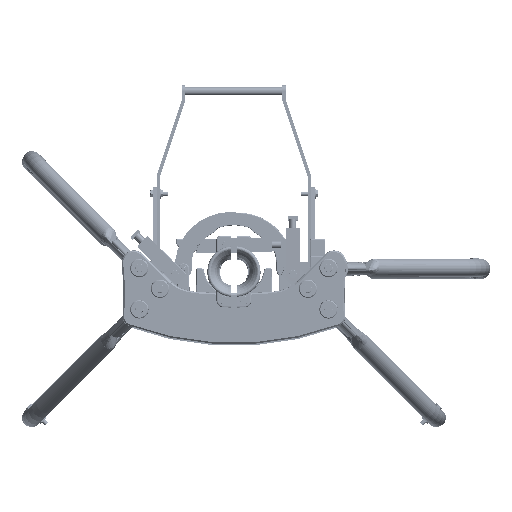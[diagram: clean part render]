
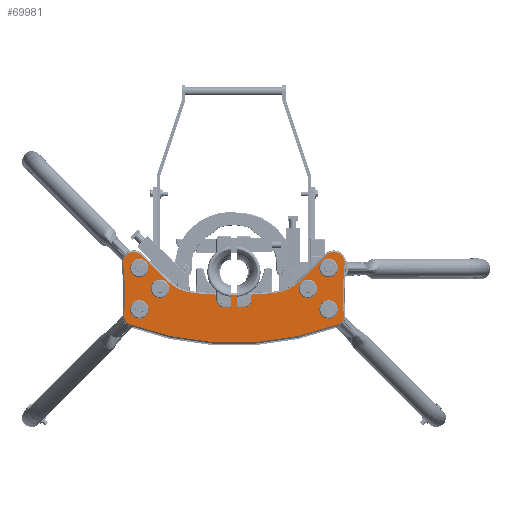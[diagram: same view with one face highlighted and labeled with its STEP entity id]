
A CAD part, top view. The second image highlights one B-rep face of the part: STEP entity #69981.
In plain terms, the highlighted planar face has unit normal (0, 0, 1).
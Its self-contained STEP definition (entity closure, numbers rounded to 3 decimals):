
#6274=LINE('',#240300,#9316);
#6279=LINE('',#240323,#9321);
#9316=VECTOR('',#89738,1.);
#9321=VECTOR('',#89767,1.);
#12638=PLANE('',#76209);
#14891=FACE_BOUND('',#23528,.T.);
#14892=FACE_BOUND('',#23529,.T.);
#14893=FACE_BOUND('',#23530,.T.);
#14894=FACE_BOUND('',#23531,.T.);
#14895=FACE_BOUND('',#23532,.T.);
#14896=FACE_BOUND('',#23533,.T.);
#18329=FACE_OUTER_BOUND('',#23527,.T.);
#23527=EDGE_LOOP('',(#58826,#58827,#58828,#58829,#58830,#58831,#58832,#58833,
#58834,#58835,#58836,#58837,#58838,#58839,#58840,#58841));
#23528=EDGE_LOOP('',(#58842));
#23529=EDGE_LOOP('',(#58843));
#23530=EDGE_LOOP('',(#58844));
#23531=EDGE_LOOP('',(#58845));
#23532=EDGE_LOOP('',(#58846));
#23533=EDGE_LOOP('',(#58847));
#27171=CIRCLE('',#76078,719.594);
#27172=CIRCLE('',#76080,25.406);
#27173=CIRCLE('',#76082,25.406);
#27174=CIRCLE('',#76084,719.594);
#27175=CIRCLE('',#76086,21.779);
#27177=CIRCLE('',#76089,21.779);
#27179=CIRCLE('',#76092,21.779);
#27181=CIRCLE('',#76095,21.779);
#27183=CIRCLE('',#76098,21.779);
#27185=CIRCLE('',#76101,21.779);
#27217=CIRCLE('',#76156,15.279);
#27219=CIRCLE('',#76159,15.279);
#27223=CIRCLE('',#76174,712.91);
#27226=CIRCLE('',#76178,17.906);
#27228=CIRCLE('',#76182,103.594);
#27229=CIRCLE('',#76184,1003.594);
#27231=CIRCLE('',#76186,1003.594);
#27232=CIRCLE('',#76187,1003.594);
#27234=CIRCLE('',#76190,103.594);
#27236=CIRCLE('',#76194,17.906);
#32884=VERTEX_POINT('',#240098);
#32885=VERTEX_POINT('',#240100);
#32886=VERTEX_POINT('',#240104);
#32887=VERTEX_POINT('',#240108);
#32888=VERTEX_POINT('',#240110);
#32889=VERTEX_POINT('',#240114);
#32890=VERTEX_POINT('',#240118);
#32892=VERTEX_POINT('',#240123);
#32894=VERTEX_POINT('',#240128);
#32896=VERTEX_POINT('',#240133);
#32898=VERTEX_POINT('',#240138);
#32900=VERTEX_POINT('',#240143);
#32932=VERTEX_POINT('',#240230);
#32933=VERTEX_POINT('',#240231);
#32935=VERTEX_POINT('',#240250);
#32936=VERTEX_POINT('',#240251);
#32941=VERTEX_POINT('',#240285);
#32942=VERTEX_POINT('',#240287);
#32944=VERTEX_POINT('',#240296);
#32946=VERTEX_POINT('',#240302);
#32948=VERTEX_POINT('',#240308);
#32950=VERTEX_POINT('',#240316);
#41929=EDGE_CURVE('',#32884,#32885,#27171,.T.);
#41932=EDGE_CURVE('',#32886,#32884,#27172,.T.);
#41934=EDGE_CURVE('',#32887,#32888,#27173,.T.);
#41937=EDGE_CURVE('',#32889,#32887,#27174,.T.);
#41938=EDGE_CURVE('',#32890,#32890,#27175,.T.);
#41940=EDGE_CURVE('',#32892,#32892,#27177,.T.);
#41942=EDGE_CURVE('',#32894,#32894,#27179,.T.);
#41944=EDGE_CURVE('',#32896,#32896,#27181,.T.);
#41946=EDGE_CURVE('',#32898,#32898,#27183,.T.);
#41948=EDGE_CURVE('',#32900,#32900,#27185,.T.);
#41980=EDGE_CURVE('',#32932,#32933,#27217,.T.);
#41983=EDGE_CURVE('',#32935,#32936,#27219,.T.);
#41989=EDGE_CURVE('',#32941,#32942,#27223,.T.);
#41993=EDGE_CURVE('',#32942,#32889,#27226,.T.);
#41996=EDGE_CURVE('',#32888,#32944,#6274,.T.);
#41999=EDGE_CURVE('',#32944,#32946,#27228,.T.);
#42000=EDGE_CURVE('',#32935,#32948,#27229,.T.);
#42003=EDGE_CURVE('',#32946,#32933,#27231,.T.);
#42004=EDGE_CURVE('',#32932,#32936,#27232,.T.);
#42007=EDGE_CURVE('',#32948,#32950,#27234,.T.);
#42009=EDGE_CURVE('',#32950,#32886,#6279,.T.);
#42011=EDGE_CURVE('',#32885,#32941,#27236,.T.);
#58826=ORIENTED_EDGE('',*,*,#42004,.F.);
#58827=ORIENTED_EDGE('',*,*,#41980,.T.);
#58828=ORIENTED_EDGE('',*,*,#42003,.F.);
#58829=ORIENTED_EDGE('',*,*,#41999,.F.);
#58830=ORIENTED_EDGE('',*,*,#41996,.F.);
#58831=ORIENTED_EDGE('',*,*,#41934,.F.);
#58832=ORIENTED_EDGE('',*,*,#41937,.F.);
#58833=ORIENTED_EDGE('',*,*,#41993,.F.);
#58834=ORIENTED_EDGE('',*,*,#41989,.F.);
#58835=ORIENTED_EDGE('',*,*,#42011,.F.);
#58836=ORIENTED_EDGE('',*,*,#41929,.F.);
#58837=ORIENTED_EDGE('',*,*,#41932,.F.);
#58838=ORIENTED_EDGE('',*,*,#42009,.F.);
#58839=ORIENTED_EDGE('',*,*,#42007,.F.);
#58840=ORIENTED_EDGE('',*,*,#42000,.F.);
#58841=ORIENTED_EDGE('',*,*,#41983,.T.);
#58842=ORIENTED_EDGE('',*,*,#41942,.T.);
#58843=ORIENTED_EDGE('',*,*,#41938,.T.);
#58844=ORIENTED_EDGE('',*,*,#41940,.T.);
#58845=ORIENTED_EDGE('',*,*,#41948,.T.);
#58846=ORIENTED_EDGE('',*,*,#41944,.T.);
#58847=ORIENTED_EDGE('',*,*,#41946,.T.);
#69981=ADVANCED_FACE('',(#18329,#14891,#14892,#14893,#14894,#14895,#14896),
#12638,.T.);
#76078=AXIS2_PLACEMENT_3D('',#240101,#89525,#89526);
#76080=AXIS2_PLACEMENT_3D('',#240106,#89531,#89532);
#76082=AXIS2_PLACEMENT_3D('',#240111,#89536,#89537);
#76084=AXIS2_PLACEMENT_3D('',#240116,#89542,#89543);
#76086=AXIS2_PLACEMENT_3D('',#240119,#89546,#89547);
#76089=AXIS2_PLACEMENT_3D('',#240124,#89552,#89553);
#76092=AXIS2_PLACEMENT_3D('',#240129,#89558,#89559);
#76095=AXIS2_PLACEMENT_3D('',#240134,#89564,#89565);
#76098=AXIS2_PLACEMENT_3D('',#240139,#89570,#89571);
#76101=AXIS2_PLACEMENT_3D('',#240144,#89576,#89577);
#76156=AXIS2_PLACEMENT_3D('',#240232,#89686,#89687);
#76159=AXIS2_PLACEMENT_3D('',#240252,#89692,#89693);
#76174=AXIS2_PLACEMENT_3D('',#240288,#89723,#89724);
#76178=AXIS2_PLACEMENT_3D('',#240294,#89732,#89733);
#76182=AXIS2_PLACEMENT_3D('',#240306,#89744,#89745);
#76184=AXIS2_PLACEMENT_3D('',#240309,#89748,#89749);
#76186=AXIS2_PLACEMENT_3D('',#240313,#89753,#89754);
#76187=AXIS2_PLACEMENT_3D('',#240314,#89755,#89756);
#76190=AXIS2_PLACEMENT_3D('',#240320,#89762,#89763);
#76194=AXIS2_PLACEMENT_3D('',#240326,#89772,#89773);
#76209=AXIS2_PLACEMENT_3D('',#240355,#89810,#89811);
#89525=DIRECTION('center_axis',(0.,0.,1.));
#89526=DIRECTION('ref_axis',(-1.,0.,0.));
#89531=DIRECTION('center_axis',(0.,0.,-1.));
#89532=DIRECTION('ref_axis',(0.707,0.707,0.));
#89536=DIRECTION('center_axis',(0.,0.,-1.));
#89537=DIRECTION('ref_axis',(-0.707,0.707,0.));
#89542=DIRECTION('center_axis',(0.,0.,1.));
#89543=DIRECTION('ref_axis',(1.,0.,0.));
#89546=DIRECTION('center_axis',(0.,0.,-1.));
#89547=DIRECTION('ref_axis',(1.,0.,0.));
#89552=DIRECTION('center_axis',(0.,0.,-1.));
#89553=DIRECTION('ref_axis',(1.,0.,0.));
#89558=DIRECTION('center_axis',(0.,0.,-1.));
#89559=DIRECTION('ref_axis',(1.,0.,0.));
#89564=DIRECTION('center_axis',(0.,0.,-1.));
#89565=DIRECTION('ref_axis',(1.,0.,0.));
#89570=DIRECTION('center_axis',(0.,0.,-1.));
#89571=DIRECTION('ref_axis',(1.,0.,0.));
#89576=DIRECTION('center_axis',(0.,0.,-1.));
#89577=DIRECTION('ref_axis',(1.,0.,0.));
#89686=DIRECTION('center_axis',(0.,0.,-1.));
#89687=DIRECTION('ref_axis',(1.,0.,0.));
#89692=DIRECTION('center_axis',(0.,0.,-1.));
#89693=DIRECTION('ref_axis',(1.,0.,0.));
#89723=DIRECTION('center_axis',(0.,0.,-1.));
#89724=DIRECTION('ref_axis',(1.,0.,0.));
#89732=DIRECTION('center_axis',(0.,0.,-1.));
#89733=DIRECTION('ref_axis',(-0.707,0.707,0.));
#89738=DIRECTION('',(0.707,-0.707,0.));
#89744=DIRECTION('center_axis',(0.,0.,1.));
#89745=DIRECTION('ref_axis',(-1.,0.,0.));
#89748=DIRECTION('center_axis',(0.,0.,1.));
#89749=DIRECTION('ref_axis',(1.,0.,0.));
#89753=DIRECTION('center_axis',(0.,0.,1.));
#89754=DIRECTION('ref_axis',(1.,0.,0.));
#89755=DIRECTION('center_axis',(0.,0.,1.));
#89756=DIRECTION('ref_axis',(1.,0.,0.));
#89762=DIRECTION('center_axis',(0.,0.,1.));
#89763=DIRECTION('ref_axis',(1.,0.,0.));
#89767=DIRECTION('',(0.707,0.707,0.));
#89772=DIRECTION('center_axis',(0.,0.,-1.));
#89773=DIRECTION('ref_axis',(0.707,0.707,0.));
#89810=DIRECTION('center_axis',(0.,0.,1.));
#89811=DIRECTION('ref_axis',(1.,0.,0.));
#240098=CARTESIAN_POINT('',(261.972,9.072,17.));
#240100=CARTESIAN_POINT('',(259.868,-115.753,17.));
#240101=CARTESIAN_POINT('Origin',(977.699,-65.423,17.));
#240104=CARTESIAN_POINT('',(218.737,29.667,17.));
#240106=CARTESIAN_POINT('Origin',(236.702,11.702,17.));
#240108=CARTESIAN_POINT('',(-261.972,9.072,17.));
#240110=CARTESIAN_POINT('',(-218.737,29.667,17.));
#240111=CARTESIAN_POINT('Origin',(-236.702,11.702,17.));
#240114=CARTESIAN_POINT('',(-259.868,-115.753,17.));
#240116=CARTESIAN_POINT('Origin',(-977.699,-65.423,17.));
#240118=CARTESIAN_POINT('',(-202.149,-98.928,17.));
#240119=CARTESIAN_POINT('Origin',(-223.928,-98.928,17.));
#240123=CARTESIAN_POINT('',(-153.221,-50.,17.));
#240124=CARTESIAN_POINT('Origin',(-175.,-50.,17.));
#240128=CARTESIAN_POINT('',(-202.149,-1.072,17.));
#240129=CARTESIAN_POINT('Origin',(-223.928,-1.072,17.));
#240133=CARTESIAN_POINT('',(196.779,-50.,17.));
#240134=CARTESIAN_POINT('Origin',(175.,-50.,17.));
#240138=CARTESIAN_POINT('',(245.707,-1.072,17.));
#240139=CARTESIAN_POINT('Origin',(223.928,-1.072,17.));
#240143=CARTESIAN_POINT('',(245.707,-98.928,17.));
#240144=CARTESIAN_POINT('Origin',(223.928,-98.928,17.));
#240230=CARTESIAN_POINT('',(-15.134,-64.556,17.));
#240231=CARTESIAN_POINT('',(-32.269,-64.152,17.));
#240232=CARTESIAN_POINT('Origin',(-24.,-77.,17.));
#240250=CARTESIAN_POINT('',(32.269,-64.152,17.));
#240251=CARTESIAN_POINT('',(15.134,-64.556,17.));
#240252=CARTESIAN_POINT('Origin',(24.,-77.,17.));
#240285=CARTESIAN_POINT('',(248.24,-133.791,17.));
#240287=CARTESIAN_POINT('',(-248.24,-133.791,17.));
#240288=CARTESIAN_POINT('Origin',(0.,534.504,17.));
#240294=CARTESIAN_POINT('Origin',(-242.005,-117.005,17.));
#240296=CARTESIAN_POINT('',(-158.818,-30.252,17.));
#240300=CARTESIAN_POINT('',(-218.737,29.667,17.));
#240302=CARTESIAN_POINT('',(-95.415,-60.124,17.));
#240306=CARTESIAN_POINT('Origin',(-85.566,43.,17.));
#240308=CARTESIAN_POINT('',(95.415,-60.124,17.));
#240309=CARTESIAN_POINT('Origin',(0.,938.923,17.));
#240313=CARTESIAN_POINT('Origin',(0.,938.923,17.));
#240314=CARTESIAN_POINT('Origin',(0.,938.923,17.));
#240316=CARTESIAN_POINT('',(158.818,-30.252,17.));
#240320=CARTESIAN_POINT('Origin',(85.566,43.,17.));
#240323=CARTESIAN_POINT('',(158.818,-30.252,17.));
#240326=CARTESIAN_POINT('Origin',(242.005,-117.005,17.));
#240355=CARTESIAN_POINT('Origin',(0.,-80.254,17.));
